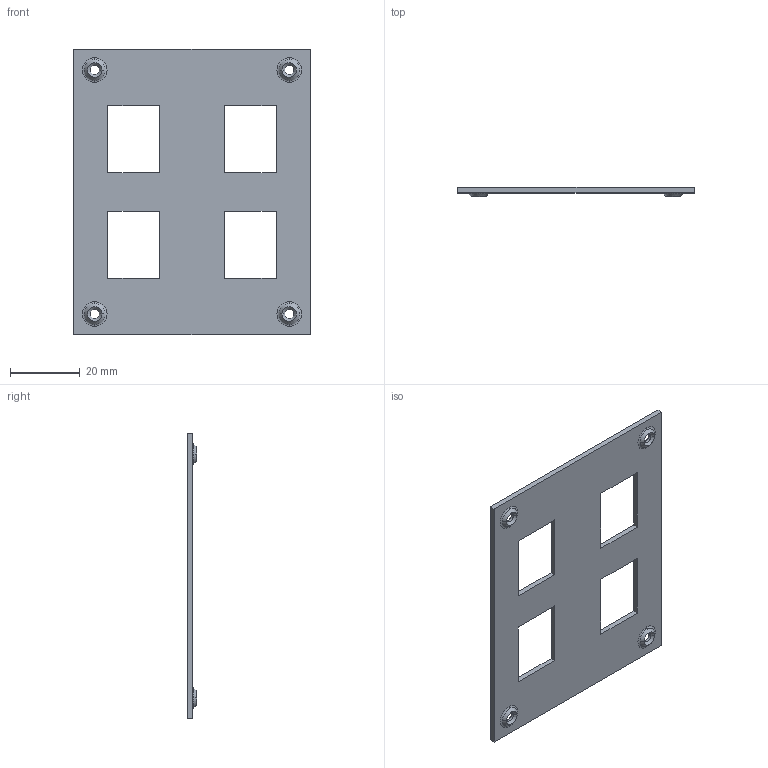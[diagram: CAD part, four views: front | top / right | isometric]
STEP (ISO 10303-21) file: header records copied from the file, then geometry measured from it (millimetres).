
FILE_DESCRIPTION (( 'STEP AP214' ), '1' );
FILE_NAME ('USP231B.STEP', '2007-11-30T13:44:11', ( ' ' ), ( ' ' ), 'SwSTEP 2.0', 'SolidWorks 2007', '' );
FILE_SCHEMA (( 'AUTOMOTIVE_DESIGN' ));
Length unit declared in the file: inch
Products named in the file (1): USP231B
Bounding box: 68.07 x 2.6 x 82.04 mm (x, y, z)
Volume: 6749.3 mm3; surface area: 9784.5 mm2
Topology: 1 solids, 1 shells, 70 faces, 196 edges, 128 vertices
Faces by surface type: cone 24, plane 22, torus 16, cylinder 8
Entity records: 2437 total; most frequent: DIRECTION 442, CARTESIAN_POINT 395, ORIENTED_EDGE 392, EDGE_CURVE 196, AXIS2_PLACEMENT_3D 175, VERTEX_POINT 128, CIRCLE 104, LINE 92
